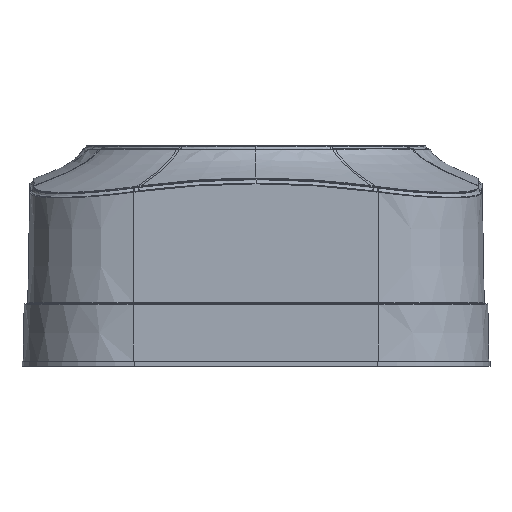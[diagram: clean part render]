
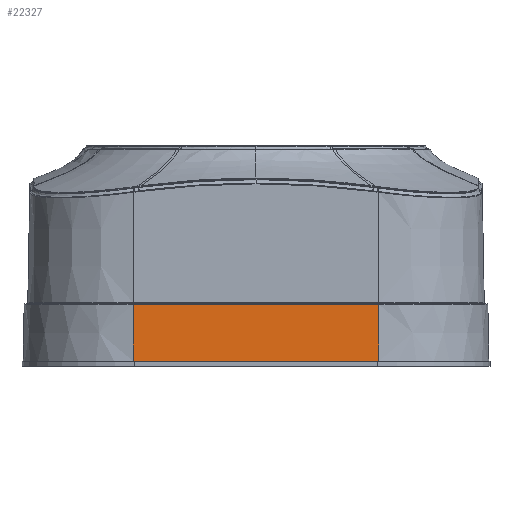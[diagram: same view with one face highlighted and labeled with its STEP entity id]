
A CAD part, left-side view. The second image highlights one B-rep face of the part: STEP entity #22327.
In plain terms, the highlighted face is planar.
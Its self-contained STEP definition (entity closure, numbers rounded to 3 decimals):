
#1073 = AXIS2_PLACEMENT_3D ( 'NONE', #21152, #47984, #34295 ) ;
#2490 = CARTESIAN_POINT ( 'NONE',  ( -32.29, 0., 17.02 ) ) ;
#4598 = EDGE_CURVE ( 'NONE', #14079, #40401, #27816, .T. ) ;
#5537 = VECTOR ( 'NONE', #13402, 1000. ) ;
#9047 = VECTOR ( 'NONE', #18606, 1000. ) ;
#13402 = DIRECTION ( 'NONE',  ( 0.017, 1., 0. ) ) ;
#14079 = VERTEX_POINT ( 'NONE', #35918 ) ;
#14351 = LINE ( 'NONE', #30909, #9047 ) ;
#18462 = ORIENTED_EDGE ( 'NONE', *, *, #4598, .F. ) ;
#18606 = DIRECTION ( 'NONE',  ( 0., 0., -1. ) ) ;
#19771 = VECTOR ( 'NONE', #28272, 1000. ) ;
#20871 = EDGE_CURVE ( 'NONE', #43312, #51008, #35638, .T. ) ;
#21152 = CARTESIAN_POINT ( 'NONE',  ( -32.15, 8., 19.832 ) ) ;
#22327 = ADVANCED_FACE ( 'NONE', ( #38569 ), #51676, .T. ) ;
#23441 = VECTOR ( 'NONE', #48661, 1000. ) ;
#26516 = CARTESIAN_POINT ( 'NONE',  ( -32.29, 0., 17.02 ) ) ;
#27816 = LINE ( 'NONE', #53471, #23441 ) ;
#28154 = EDGE_CURVE ( 'NONE', #40401, #51008, #41955, .T. ) ;
#28272 = DIRECTION ( 'NONE',  ( 0., 0., 1. ) ) ;
#30887 = CARTESIAN_POINT ( 'NONE',  ( -32.152, 7.902, -17.02 ) ) ;
#30909 = CARTESIAN_POINT ( 'NONE',  ( -32.29, 0., 17.02 ) ) ;
#31552 = ORIENTED_EDGE ( 'NONE', *, *, #28154, .F. ) ;
#34295 = DIRECTION ( 'NONE',  ( 0., 0., 1. ) ) ;
#35638 = LINE ( 'NONE', #26516, #5537 ) ;
#35918 = CARTESIAN_POINT ( 'NONE',  ( -32.29, 0., -17.02 ) ) ;
#38569 = FACE_OUTER_BOUND ( 'NONE', #49775, .T. ) ;
#39050 = ORIENTED_EDGE ( 'NONE', *, *, #45814, .F. ) ;
#40401 = VERTEX_POINT ( 'NONE', #30887 ) ;
#41955 = LINE ( 'NONE', #54763, #19771 ) ;
#42336 = ORIENTED_EDGE ( 'NONE', *, *, #20871, .T. ) ;
#43312 = VERTEX_POINT ( 'NONE', #2490 ) ;
#45814 = EDGE_CURVE ( 'NONE', #43312, #14079, #14351, .T. ) ;
#47984 = DIRECTION ( 'NONE',  ( -1., 0.017, 0. ) ) ;
#48661 = DIRECTION ( 'NONE',  ( 0.017, 1., 0. ) ) ;
#49775 = EDGE_LOOP ( 'NONE', ( #18462, #39050, #42336, #31552 ) ) ;
#50098 = CARTESIAN_POINT ( 'NONE',  ( -32.152, 7.902, 17.02 ) ) ;
#51008 = VERTEX_POINT ( 'NONE', #50098 ) ;
#51676 = PLANE ( 'NONE',  #1073 ) ;
#53471 = CARTESIAN_POINT ( 'NONE',  ( -32.29, 0., -17.02 ) ) ;
#54763 = CARTESIAN_POINT ( 'NONE',  ( -32.152, 7.902, -17.02 ) ) ;
